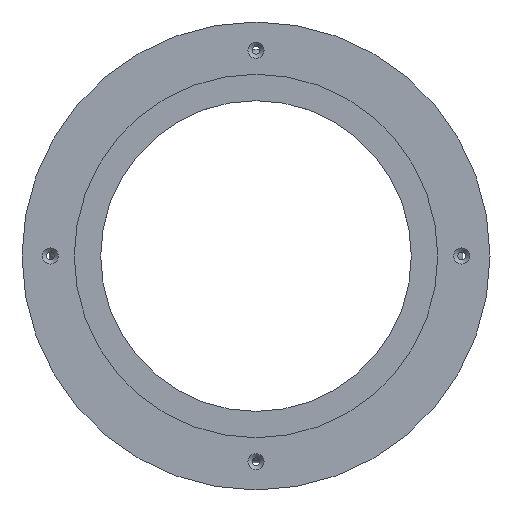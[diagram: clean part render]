
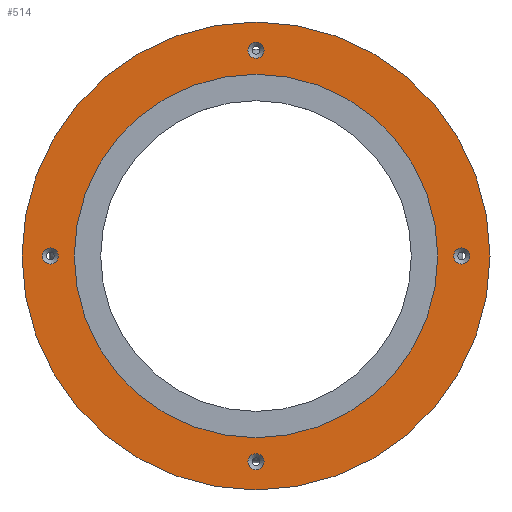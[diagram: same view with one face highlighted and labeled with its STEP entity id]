
A CAD part, top view. The second image highlights one B-rep face of the part: STEP entity #514.
In plain terms, the highlighted planar face has unit normal (0, 0, 1).
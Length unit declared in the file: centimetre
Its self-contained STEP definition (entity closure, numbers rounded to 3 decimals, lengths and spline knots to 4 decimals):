
#26=FACE_BOUND('',#123,.T.);
#27=FACE_BOUND('',#124,.T.);
#28=FACE_BOUND('',#125,.T.);
#29=FACE_BOUND('',#126,.T.);
#30=FACE_BOUND('',#127,.T.);
#34=PLANE('',#582);
#91=FACE_OUTER_BOUND('',#122,.T.);
#122=EDGE_LOOP('',(#465));
#123=EDGE_LOOP('',(#466));
#124=EDGE_LOOP('',(#467));
#125=EDGE_LOOP('',(#468));
#126=EDGE_LOOP('',(#469));
#127=EDGE_LOOP('',(#470));
#168=CIRCLE('',#521,2.);
#170=CIRCLE('',#525,2.);
#172=CIRCLE('',#529,2.);
#174=CIRCLE('',#533,2.);
#204=CIRCLE('',#581,45.05);
#205=CIRCLE('',#583,58.);
#208=VERTEX_POINT('',#753);
#214=VERTEX_POINT('',#818);
#220=VERTEX_POINT('',#883);
#226=VERTEX_POINT('',#948);
#252=VERTEX_POINT('',#1086);
#253=VERTEX_POINT('',#1090);
#255=EDGE_CURVE('',#208,#208,#168,.T.);
#263=EDGE_CURVE('',#214,#214,#170,.T.);
#271=EDGE_CURVE('',#220,#220,#172,.T.);
#279=EDGE_CURVE('',#226,#226,#174,.T.);
#325=EDGE_CURVE('',#252,#252,#204,.T.);
#326=EDGE_CURVE('',#253,#253,#205,.T.);
#465=ORIENTED_EDGE('',*,*,#326,.F.);
#466=ORIENTED_EDGE('',*,*,#255,.T.);
#467=ORIENTED_EDGE('',*,*,#263,.T.);
#468=ORIENTED_EDGE('',*,*,#271,.T.);
#469=ORIENTED_EDGE('',*,*,#279,.T.);
#470=ORIENTED_EDGE('',*,*,#325,.T.);
#514=ADVANCED_FACE('',(#91,#26,#27,#28,#29,#30),#34,.T.);
#521=AXIS2_PLACEMENT_3D('',#754,#594,#595);
#525=AXIS2_PLACEMENT_3D('',#819,#604,#605);
#529=AXIS2_PLACEMENT_3D('',#884,#614,#615);
#533=AXIS2_PLACEMENT_3D('',#949,#624,#625);
#581=AXIS2_PLACEMENT_3D('',#1088,#732,#733);
#582=AXIS2_PLACEMENT_3D('',#1089,#734,#735);
#583=AXIS2_PLACEMENT_3D('',#1091,#736,#737);
#594=DIRECTION('center_axis',(0.,0.,-1.));
#595=DIRECTION('ref_axis',(0.,1.,0.));
#604=DIRECTION('center_axis',(0.,0.,-1.));
#605=DIRECTION('ref_axis',(0.,-1.,0.));
#614=DIRECTION('center_axis',(0.,0.,-1.));
#615=DIRECTION('ref_axis',(1.,0.,0.));
#624=DIRECTION('center_axis',(0.,0.,-1.));
#625=DIRECTION('ref_axis',(-1.,0.,0.));
#732=DIRECTION('center_axis',(0.,0.,-1.));
#733=DIRECTION('ref_axis',(1.,0.,0.));
#734=DIRECTION('center_axis',(0.,0.,1.));
#735=DIRECTION('ref_axis',(0.,-1.,0.));
#736=DIRECTION('center_axis',(0.,0.,-1.));
#737=DIRECTION('ref_axis',(1.,0.,0.));
#753=CARTESIAN_POINT('',(383.9519,120.395,-7.1084));
#754=CARTESIAN_POINT('Origin',(383.9519,122.395,-7.1084));
#818=CARTESIAN_POINT('',(383.9519,226.395,-7.1084));
#819=CARTESIAN_POINT('Origin',(383.9519,224.395,-7.1084));
#883=CARTESIAN_POINT('',(330.9519,173.395,-7.1084));
#884=CARTESIAN_POINT('Origin',(332.9519,173.395,-7.1084));
#948=CARTESIAN_POINT('',(436.9519,173.395,-7.1084));
#949=CARTESIAN_POINT('Origin',(434.9519,173.395,-7.1084));
#1086=CARTESIAN_POINT('',(429.0019,173.395,-7.1084));
#1088=CARTESIAN_POINT('Origin',(383.9519,173.395,-7.1084));
#1089=CARTESIAN_POINT('Origin',(325.9519,173.395,-7.1084));
#1090=CARTESIAN_POINT('',(441.9519,173.395,-7.1084));
#1091=CARTESIAN_POINT('Origin',(383.9519,173.395,-7.1084));
